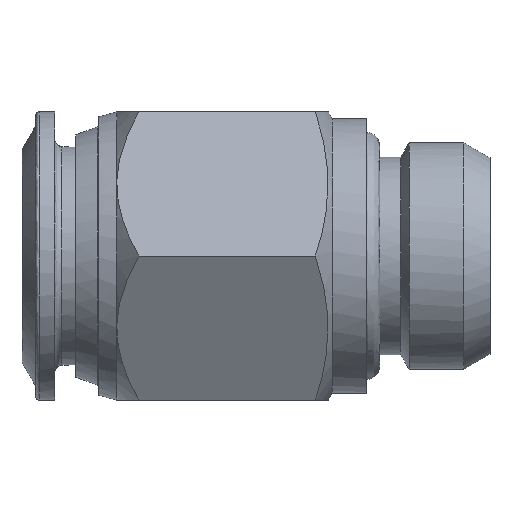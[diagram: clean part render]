
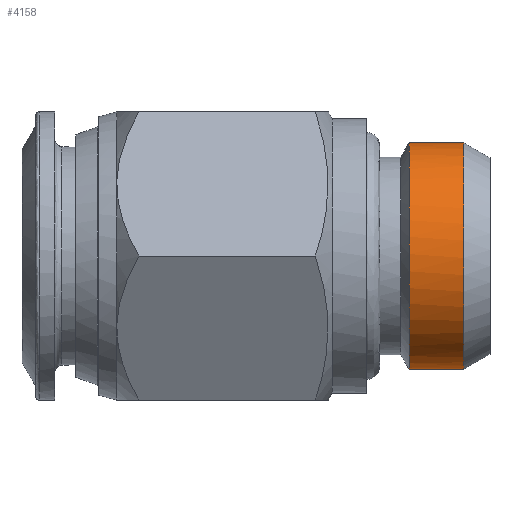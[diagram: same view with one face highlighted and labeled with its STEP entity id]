
A CAD part, left-side view. The second image highlights one B-rep face of the part: STEP entity #4158.
In plain terms, the highlighted free-form (B-spline) face has degree [1, 3] with [2, 4] control points.
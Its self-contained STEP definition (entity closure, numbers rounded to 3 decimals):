
#17 = CARTESIAN_POINT ( 'NONE',  ( 0., 1.905, 8.25 ) ) ;
#67 = CARTESIAN_POINT ( 'NONE',  ( -16.5, 5.894, 8.25 ) ) ;
#95 = EDGE_LOOP ( 'NONE', ( #868, #3569, #310, #2392 ) ) ;
#141 =( BOUNDED_CURVE ( )  B_SPLINE_CURVE ( 3, ( #3187, #1445, #1098, #1038 ),
 .UNSPECIFIED., .F., .T. ) 
 B_SPLINE_CURVE_WITH_KNOTS ( ( 4, 4 ),
 ( -3.142, 0. ),
 .UNSPECIFIED. ) 
 CURVE ( )  GEOMETRIC_REPRESENTATION_ITEM ( )  RATIONAL_B_SPLINE_CURVE ( ( 1., 0.333, 0.333, 1. ) ) 
 REPRESENTATION_ITEM ( '' )  );
#248 = EDGE_CURVE ( 'NONE', #1446, #3437, #2966, .T. ) ;
#310 = ORIENTED_EDGE ( 'NONE', *, *, #1530, .F. ) ;
#350 = CARTESIAN_POINT ( 'NONE',  ( 0., 5.894, -8.25 ) ) ;
#419 = CARTESIAN_POINT ( 'NONE',  ( -16.5, 5.894, -8.25 ) ) ;
#669 = CARTESIAN_POINT ( 'NONE',  ( 0., 1.905, -8.25 ) ) ;
#868 = ORIENTED_EDGE ( 'NONE', *, *, #3977, .F. ) ;
#1038 = CARTESIAN_POINT ( 'NONE',  ( 0., 1.905, -8.25 ) ) ;
#1098 = CARTESIAN_POINT ( 'NONE',  ( -16.5, 1.905, -8.25 ) ) ;
#1133 = VERTEX_POINT ( 'NONE', #3951 ) ;
#1203 = CARTESIAN_POINT ( 'NONE',  ( 0., 1.905, 8.25 ) ) ;
#1359 = CARTESIAN_POINT ( 'NONE',  ( -16.5, 5.894, 8.25 ) ) ;
#1445 = CARTESIAN_POINT ( 'NONE',  ( -16.5, 1.905, 8.25 ) ) ;
#1446 = VERTEX_POINT ( 'NONE', #1203 ) ;
#1452 = CARTESIAN_POINT ( 'NONE',  ( 0., 1.905, 8.25 ) ) ;
#1491 = CARTESIAN_POINT ( 'NONE',  ( 0., 5.894, 8.25 ) ) ;
#1494 =( BOUNDED_SURFACE ( )  B_SPLINE_SURFACE ( 1, 3, ( 
 ( #1549, #67, #419, #3193 ),
 ( #1452, #4331, #2592, #3911 ) ),
 .UNSPECIFIED., .F., .F., .F. ) 
 B_SPLINE_SURFACE_WITH_KNOTS ( ( 2, 2 ),
 ( 4, 4 ),
 ( 0., 1. ),
 ( 0., 1. ),
 .UNSPECIFIED. ) 
 GEOMETRIC_REPRESENTATION_ITEM ( )  RATIONAL_B_SPLINE_SURFACE ( (
 ( 1., 0.333, 0.333, 1.),
 ( 1., 0.333, 0.333, 1.) ) ) 
 REPRESENTATION_ITEM ( '' )  SURFACE ( )  );
#1530 = EDGE_CURVE ( 'NONE', #1446, #1133, #141, .T. ) ;
#1549 = CARTESIAN_POINT ( 'NONE',  ( 0., 5.894, 8.25 ) ) ;
#1632 =( BOUNDED_CURVE ( )  B_SPLINE_CURVE ( 3, ( #3462, #2473, #1359, #3478 ),
 .UNSPECIFIED., .F., .F. ) 
 B_SPLINE_CURVE_WITH_KNOTS ( ( 4, 4 ),
 ( -3.142, 0. ),
 .UNSPECIFIED. ) 
 CURVE ( )  GEOMETRIC_REPRESENTATION_ITEM ( )  RATIONAL_B_SPLINE_CURVE ( ( 1., 0.333, 0.333, 1. ) ) 
 REPRESENTATION_ITEM ( '' )  );
#2155 = B_SPLINE_CURVE_WITH_KNOTS ( 'NONE', 1,
 ( #3513, #669 ),
 .UNSPECIFIED., .F., .F.,
 ( 2, 2 ),
 ( -1., 0. ),
 .UNSPECIFIED. ) ;
#2392 = ORIENTED_EDGE ( 'NONE', *, *, #248, .T. ) ;
#2473 = CARTESIAN_POINT ( 'NONE',  ( -16.5, 5.894, -8.25 ) ) ;
#2592 = CARTESIAN_POINT ( 'NONE',  ( -16.5, 1.905, -8.25 ) ) ;
#2805 = FACE_OUTER_BOUND ( 'NONE', #95, .T. ) ;
#2966 = B_SPLINE_CURVE_WITH_KNOTS ( 'NONE', 1,
 ( #17, #3515 ),
 .UNSPECIFIED., .F., .F.,
 ( 2, 2 ),
 ( -1., 0. ),
 .UNSPECIFIED. ) ;
#3187 = CARTESIAN_POINT ( 'NONE',  ( 0., 1.905, 8.25 ) ) ;
#3193 = CARTESIAN_POINT ( 'NONE',  ( 0., 5.894, -8.25 ) ) ;
#3382 = EDGE_CURVE ( 'NONE', #3564, #1133, #2155, .T. ) ;
#3437 = VERTEX_POINT ( 'NONE', #1491 ) ;
#3462 = CARTESIAN_POINT ( 'NONE',  ( 0., 5.894, -8.25 ) ) ;
#3478 = CARTESIAN_POINT ( 'NONE',  ( 0., 5.894, 8.25 ) ) ;
#3513 = CARTESIAN_POINT ( 'NONE',  ( 0., 5.894, -8.25 ) ) ;
#3515 = CARTESIAN_POINT ( 'NONE',  ( 0., 5.894, 8.25 ) ) ;
#3564 = VERTEX_POINT ( 'NONE', #350 ) ;
#3569 = ORIENTED_EDGE ( 'NONE', *, *, #3382, .T. ) ;
#3911 = CARTESIAN_POINT ( 'NONE',  ( 0., 1.905, -8.25 ) ) ;
#3951 = CARTESIAN_POINT ( 'NONE',  ( 0., 1.905, -8.25 ) ) ;
#3977 = EDGE_CURVE ( 'NONE', #3564, #3437, #1632, .T. ) ;
#4158 = ADVANCED_FACE ( 'NONE', ( #2805 ), #1494, .F. ) ;
#4331 = CARTESIAN_POINT ( 'NONE',  ( -16.5, 1.905, 8.25 ) ) ;
